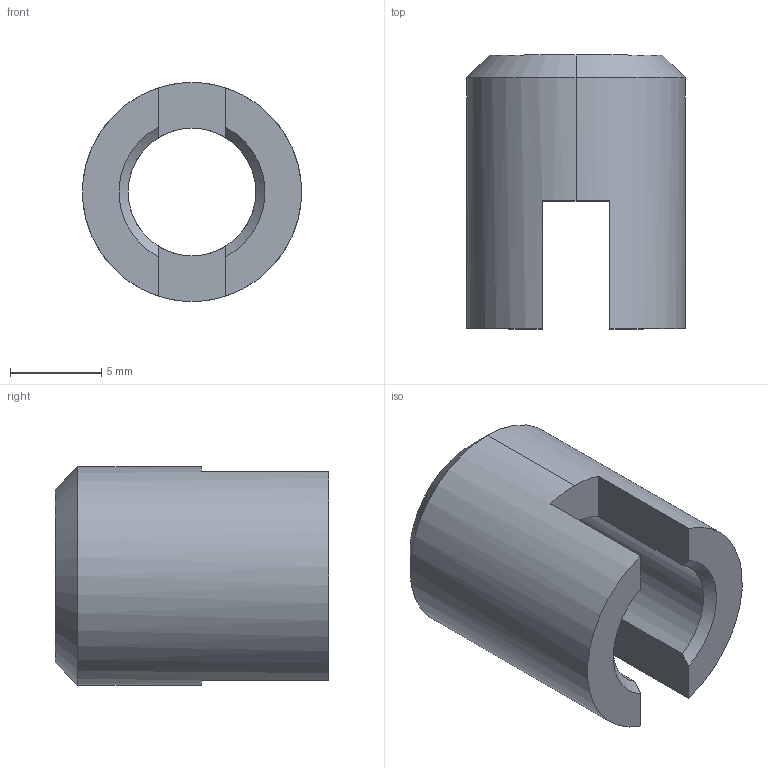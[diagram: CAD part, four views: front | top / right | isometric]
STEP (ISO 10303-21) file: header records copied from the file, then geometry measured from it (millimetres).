
FILE_DESCRIPTION (( 'STEP AP214' ), '1' );
FILE_NAME ('SNSD.30.50.26. Âòóëêà ðåçüáîâàÿ ñàìîíàðåçíàÿ Ì8õ1,25 - Ì12õ1,5(C29).STEP', '2014-11-16T16:31:50', ( 'Dmitriy' ), ( '' ), 'SwSTEP 2.0', 'SolidWorks 2014', '' );
FILE_SCHEMA (( 'AUTOMOTIVE_DESIGN' ));
Length unit declared in the file: millimetre
Products named in the file (1): SNSD.30.50.26. Âòóëêà ðåçüáîâàÿ ñàìîíàðåçíàÿ Ì8õ1,25 - Ì12õ1,5(C29)
Bounding box: 12 x 15 x 12 mm (x, y, z)
Volume: 953.7 mm3; surface area: 973.8 mm2
Topology: 1 solids, 1 shells, 19 faces, 50 edges, 32 vertices
Faces by surface type: plane 9, cone 6, cylinder 4
Entity records: 680 total; most frequent: CARTESIAN_POINT 114, DIRECTION 108, ORIENTED_EDGE 100, EDGE_CURVE 50, AXIS2_PLACEMENT_3D 42, VERTEX_POINT 32, VECTOR 24, LINE 24
